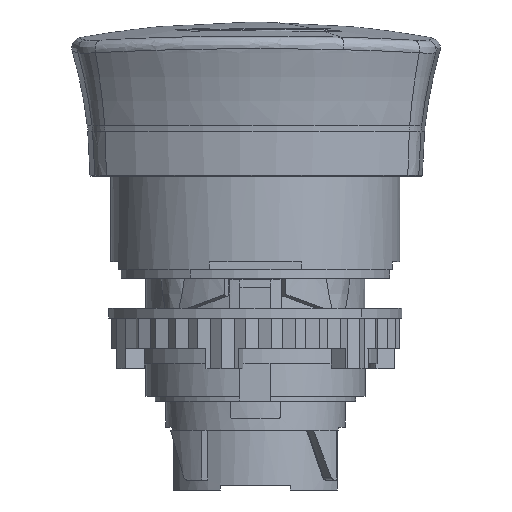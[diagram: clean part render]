
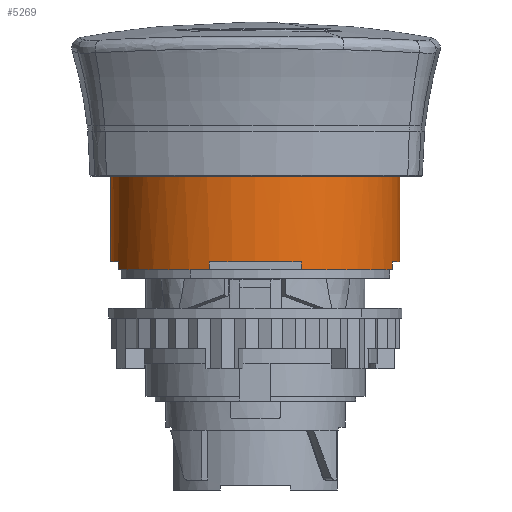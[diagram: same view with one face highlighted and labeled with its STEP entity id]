
A CAD part, front view. The second image highlights one B-rep face of the part: STEP entity #5269.
In plain terms, the highlighted cylindrical face has radius 14.5 mm (diameter 29 mm), a partial arc.
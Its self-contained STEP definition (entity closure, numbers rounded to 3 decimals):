
#4032=AXIS2_PLACEMENT_3D('Circle Axis2P3D',#4030,#4031,$) ;
#4076=AXIS2_PLACEMENT_3D('Circle Axis2P3D',#4074,#4075,$) ;
#5187=AXIS2_PLACEMENT_3D('Cylinder Axis2P3D',#5184,#5185,#5186) ;
#5191=AXIS2_PLACEMENT_3D('Circle Axis2P3D',#5189,#5190,$) ;
#5212=AXIS2_PLACEMENT_3D('Circle Axis2P3D',#5210,#5211,$) ;
#5231=AXIS2_PLACEMENT_3D('Circle Axis2P3D',#5229,#5230,$) ;
#5245=AXIS2_PLACEMENT_3D('Circle Axis2P3D',#5243,#5244,$) ;
#4030=CARTESIAN_POINT('Axis2P3D Location',(0.,0.,0.7)) ;
#4034=CARTESIAN_POINT('Vertex',(-4.603,-13.75,0.7)) ;
#4036=CARTESIAN_POINT('Vertex',(-13.75,-4.603,0.7)) ;
#4071=CARTESIAN_POINT('Vertex',(13.75,-4.603,0.7)) ;
#4074=CARTESIAN_POINT('Axis2P3D Location',(0.,0.,0.7)) ;
#4078=CARTESIAN_POINT('Vertex',(4.603,-13.75,0.7)) ;
#5184=CARTESIAN_POINT('Axis2P3D Location',(0.,0.,8.525)) ;
#5189=CARTESIAN_POINT('Axis2P3D Location',(0.,0.,1.5)) ;
#5193=CARTESIAN_POINT('Vertex',(-13.75,-4.603,1.5)) ;
#5195=CARTESIAN_POINT('Vertex',(-14.5,0.,1.5)) ;
#5198=CARTESIAN_POINT('Line Origine',(-13.75,-4.603,8.525)) ;
#5203=CARTESIAN_POINT('Line Origine',(-4.603,-13.75,8.525)) ;
#5207=CARTESIAN_POINT('Vertex',(-4.603,-13.75,1.5)) ;
#5210=CARTESIAN_POINT('Axis2P3D Location',(0.,0.,1.5)) ;
#5214=CARTESIAN_POINT('Vertex',(4.603,-13.75,1.5)) ;
#5217=CARTESIAN_POINT('Line Origine',(4.603,-13.75,8.525)) ;
#5222=CARTESIAN_POINT('Line Origine',(13.75,-4.603,8.525)) ;
#5226=CARTESIAN_POINT('Vertex',(13.75,-4.603,1.5)) ;
#5229=CARTESIAN_POINT('Axis2P3D Location',(0.,0.,1.5)) ;
#5233=CARTESIAN_POINT('Vertex',(14.5,0.,1.5)) ;
#5236=CARTESIAN_POINT('Line Origine',(14.5,0.,8.525)) ;
#5240=CARTESIAN_POINT('Vertex',(14.5,0.,13.85)) ;
#5243=CARTESIAN_POINT('Axis2P3D Location',(0.,0.,13.85)) ;
#5247=CARTESIAN_POINT('Vertex',(-14.5,0.,13.85)) ;
#5250=CARTESIAN_POINT('Line Origine',(-14.5,0.,8.525)) ;
#4031=DIRECTION('Axis2P3D Direction',(0.,0.,-1.)) ;
#4075=DIRECTION('Axis2P3D Direction',(0.,0.,-1.)) ;
#5185=DIRECTION('Axis2P3D Direction',(0.,0.,-1.)) ;
#5186=DIRECTION('Axis2P3D XDirection',(-1.,0.,0.)) ;
#5190=DIRECTION('Axis2P3D Direction',(0.,0.,-1.)) ;
#5199=DIRECTION('Vector Direction',(0.,0.,-1.)) ;
#5204=DIRECTION('Vector Direction',(0.,0.,-1.)) ;
#5211=DIRECTION('Axis2P3D Direction',(0.,0.,-1.)) ;
#5218=DIRECTION('Vector Direction',(0.,0.,-1.)) ;
#5223=DIRECTION('Vector Direction',(0.,0.,-1.)) ;
#5230=DIRECTION('Axis2P3D Direction',(0.,0.,-1.)) ;
#5237=DIRECTION('Vector Direction',(0.,0.,-1.)) ;
#5244=DIRECTION('Axis2P3D Direction',(0.,0.,-1.)) ;
#5251=DIRECTION('Vector Direction',(0.,0.,-1.)) ;
#5200=VECTOR('Line Direction',#5199,1.) ;
#5205=VECTOR('Line Direction',#5204,1.) ;
#5219=VECTOR('Line Direction',#5218,1.) ;
#5224=VECTOR('Line Direction',#5223,1.) ;
#5238=VECTOR('Line Direction',#5237,1.) ;
#5252=VECTOR('Line Direction',#5251,1.) ;
#5256=ORIENTED_EDGE('',*,*,#5197,.F.) ;
#5257=ORIENTED_EDGE('',*,*,#5202,.F.) ;
#5258=ORIENTED_EDGE('',*,*,#4038,.F.) ;
#5259=ORIENTED_EDGE('',*,*,#5209,.T.) ;
#5260=ORIENTED_EDGE('',*,*,#5216,.F.) ;
#5261=ORIENTED_EDGE('',*,*,#5221,.F.) ;
#5262=ORIENTED_EDGE('',*,*,#4080,.F.) ;
#5263=ORIENTED_EDGE('',*,*,#5228,.T.) ;
#5264=ORIENTED_EDGE('',*,*,#5235,.F.) ;
#5265=ORIENTED_EDGE('',*,*,#5242,.T.) ;
#5266=ORIENTED_EDGE('',*,*,#5249,.T.) ;
#5267=ORIENTED_EDGE('',*,*,#5254,.F.) ;
#5269=ADVANCED_FACE('Corps principal ( 074228000 - wsp *MASTER -  )',(#5268),#5188,.T.) ;
#4033=CIRCLE('generated circle',#4032,14.5) ;
#4077=CIRCLE('generated circle',#4076,14.5) ;
#5192=CIRCLE('generated circle',#5191,14.5) ;
#5213=CIRCLE('generated circle',#5212,14.5) ;
#5232=CIRCLE('generated circle',#5231,14.5) ;
#5246=CIRCLE('generated circle',#5245,14.5) ;
#5188=CYLINDRICAL_SURFACE('generated cylinder',#5187,14.5) ;
#4038=EDGE_CURVE('',#4035,#4037,#4033,.T.) ;
#4080=EDGE_CURVE('',#4072,#4079,#4077,.T.) ;
#5197=EDGE_CURVE('',#5194,#5196,#5192,.T.) ;
#5202=EDGE_CURVE('',#4037,#5194,#5201,.F.) ;
#5209=EDGE_CURVE('',#4035,#5208,#5206,.F.) ;
#5216=EDGE_CURVE('',#5215,#5208,#5213,.T.) ;
#5221=EDGE_CURVE('',#4079,#5215,#5220,.F.) ;
#5228=EDGE_CURVE('',#4072,#5227,#5225,.F.) ;
#5235=EDGE_CURVE('',#5234,#5227,#5232,.T.) ;
#5242=EDGE_CURVE('',#5234,#5241,#5239,.F.) ;
#5249=EDGE_CURVE('',#5241,#5248,#5246,.T.) ;
#5254=EDGE_CURVE('',#5196,#5248,#5253,.F.) ;
#5255=EDGE_LOOP('',(#5256,#5257,#5258,#5259,#5260,#5261,#5262,#5263,#5264,#5265,#5266,#5267)) ;
#5268=FACE_OUTER_BOUND('',#5255,.T.) ;
#5201=LINE('Line',#5198,#5200) ;
#5206=LINE('Line',#5203,#5205) ;
#5220=LINE('Line',#5217,#5219) ;
#5225=LINE('Line',#5222,#5224) ;
#5239=LINE('Line',#5236,#5238) ;
#5253=LINE('Line',#5250,#5252) ;
#4035=VERTEX_POINT('',#4034) ;
#4037=VERTEX_POINT('',#4036) ;
#4072=VERTEX_POINT('',#4071) ;
#4079=VERTEX_POINT('',#4078) ;
#5194=VERTEX_POINT('',#5193) ;
#5196=VERTEX_POINT('',#5195) ;
#5208=VERTEX_POINT('',#5207) ;
#5215=VERTEX_POINT('',#5214) ;
#5227=VERTEX_POINT('',#5226) ;
#5234=VERTEX_POINT('',#5233) ;
#5241=VERTEX_POINT('',#5240) ;
#5248=VERTEX_POINT('',#5247) ;
